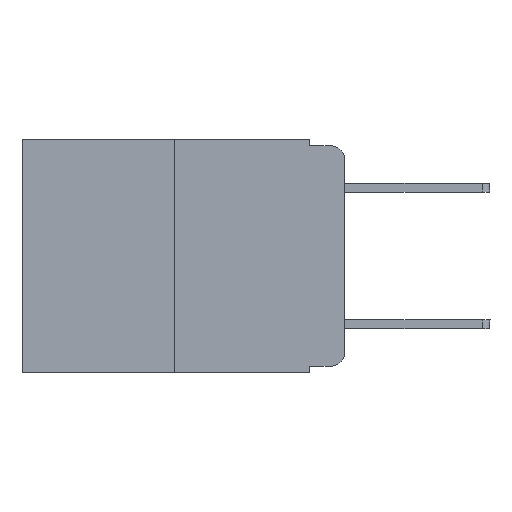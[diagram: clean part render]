
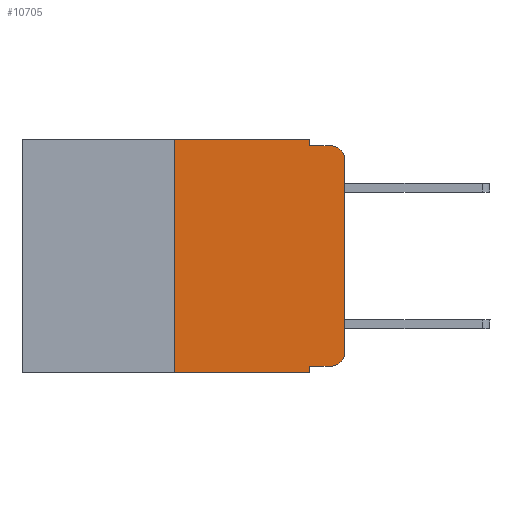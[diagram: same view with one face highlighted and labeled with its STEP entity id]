
A CAD part, left-side view. The second image highlights one B-rep face of the part: STEP entity #10705.
In plain terms, the highlighted planar face has unit normal (-1, 0, 0).
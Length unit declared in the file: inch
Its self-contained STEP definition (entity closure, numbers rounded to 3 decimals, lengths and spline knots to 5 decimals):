
#43 = VERTEX_POINT ( 'NONE', #7348 ) ;
#116 = CARTESIAN_POINT ( 'NONE',  ( 0., 0.051, 0. ) ) ;
#249 = LINE ( 'NONE', #1931, #2590 ) ;
#364 = CARTESIAN_POINT ( 'NONE',  ( 0., 0., -0.313 ) ) ;
#414 = LINE ( 'NONE', #5621, #3739 ) ;
#624 = EDGE_CURVE ( 'NONE', #9306, #1874, #7226, .T. ) ;
#662 = CARTESIAN_POINT ( 'NONE',  ( 0., 0., 0. ) ) ;
#734 = VECTOR ( 'NONE', #1485, 39.37008 ) ;
#740 = ORIENTED_EDGE ( 'NONE', *, *, #10646, .T. ) ;
#745 = ORIENTED_EDGE ( 'NONE', *, *, #9227, .T. ) ;
#906 = AXIS2_PLACEMENT_3D ( 'NONE', #8886, #9423, #2902 ) ;
#1002 = CARTESIAN_POINT ( 'NONE',  ( 0., 0., -0.03 ) ) ;
#1099 = ORIENTED_EDGE ( 'NONE', *, *, #7311, .F. ) ;
#1252 = ORIENTED_EDGE ( 'NONE', *, *, #5174, .F. ) ;
#1287 = DIRECTION ( 'NONE',  ( 0., -1., 0. ) ) ;
#1383 = VECTOR ( 'NONE', #6458, 39.37008 ) ;
#1484 = ORIENTED_EDGE ( 'NONE', *, *, #4966, .T. ) ;
#1485 = DIRECTION ( 'NONE',  ( 0., 0., -1. ) ) ;
#1560 = CARTESIAN_POINT ( 'NONE',  ( 0., 0.473, 0. ) ) ;
#1829 = EDGE_LOOP ( 'NONE', ( #1484, #4981, #5919, #1252, #1099, #6707, #3284, #6713, #745, #740 ) ) ;
#1874 = VERTEX_POINT ( 'NONE', #3695 ) ;
#1931 = CARTESIAN_POINT ( 'NONE',  ( 0., 0.25, 0. ) ) ;
#2019 = AXIS2_PLACEMENT_3D ( 'NONE', #5209, #3759, #7790 ) ;
#2130 = EDGE_CURVE ( 'NONE', #9219, #1874, #5918, .T. ) ;
#2541 = PLANE ( 'NONE',  #2019 ) ;
#2577 = CARTESIAN_POINT ( 'NONE',  ( 0., 0.051, -0.333 ) ) ;
#2590 = VECTOR ( 'NONE', #2672, 39.37008 ) ;
#2609 = LINE ( 'NONE', #662, #9925 ) ;
#2672 = DIRECTION ( 'NONE',  ( 0., 0., 1. ) ) ;
#2850 = VERTEX_POINT ( 'NONE', #9348 ) ;
#2902 = DIRECTION ( 'NONE',  ( 0., 0., -1. ) ) ;
#3081 = DIRECTION ( 'NONE',  ( 0., 0., -1. ) ) ;
#3101 = CARTESIAN_POINT ( 'NONE',  ( 0., 0.051, 0. ) ) ;
#3179 = CARTESIAN_POINT ( 'NONE',  ( 0., 0.051, 0. ) ) ;
#3284 = ORIENTED_EDGE ( 'NONE', *, *, #624, .T. ) ;
#3325 = EDGE_CURVE ( 'NONE', #9306, #43, #249, .T. ) ;
#3695 = CARTESIAN_POINT ( 'NONE',  ( 0., 0.051, -0.343 ) ) ;
#3739 = VECTOR ( 'NONE', #1287, 39.37008 ) ;
#3741 = VERTEX_POINT ( 'NONE', #1002 ) ;
#3759 = DIRECTION ( 'NONE',  ( 1., 0., 0. ) ) ;
#3952 = CARTESIAN_POINT ( 'NONE',  ( 0., 0.051, -0.01 ) ) ;
#4349 = LINE ( 'NONE', #1560, #9429 ) ;
#4573 = CARTESIAN_POINT ( 'NONE',  ( 0., 0.02, -0.333 ) ) ;
#4966 = EDGE_CURVE ( 'NONE', #7981, #3741, #2609, .T. ) ;
#4981 = ORIENTED_EDGE ( 'NONE', *, *, #10287, .T. ) ;
#5024 = VERTEX_POINT ( 'NONE', #116 ) ;
#5068 = DIRECTION ( 'NONE',  ( 0., 0., 1. ) ) ;
#5157 = FACE_OUTER_BOUND ( 'NONE', #1829, .T. ) ;
#5174 = EDGE_CURVE ( 'NONE', #5024, #5299, #7454, .T. ) ;
#5209 = CARTESIAN_POINT ( 'NONE',  ( 0., 0.473, 0. ) ) ;
#5264 = EDGE_CURVE ( 'NONE', #5299, #2850, #414, .T. ) ;
#5299 = VERTEX_POINT ( 'NONE', #3952 ) ;
#5606 = VECTOR ( 'NONE', #9696, 39.37008 ) ;
#5621 = CARTESIAN_POINT ( 'NONE',  ( 0., 0.051, -0.01 ) ) ;
#5643 = AXIS2_PLACEMENT_3D ( 'NONE', #5781, #8361, #3081 ) ;
#5781 = CARTESIAN_POINT ( 'NONE',  ( 0., 0.02, -0.03 ) ) ;
#5830 = CIRCLE ( 'NONE', #906, 0.02 ) ;
#5918 = LINE ( 'NONE', #3179, #734 ) ;
#5919 = ORIENTED_EDGE ( 'NONE', *, *, #5264, .F. ) ;
#6458 = DIRECTION ( 'NONE',  ( 0., 0., -1. ) ) ;
#6707 = ORIENTED_EDGE ( 'NONE', *, *, #3325, .F. ) ;
#6713 = ORIENTED_EDGE ( 'NONE', *, *, #2130, .F. ) ;
#6861 = VECTOR ( 'NONE', #9515, 39.37008 ) ;
#6872 = CARTESIAN_POINT ( 'NONE',  ( 0., 0.051, -0.333 ) ) ;
#7226 = LINE ( 'NONE', #8903, #5606 ) ;
#7311 = EDGE_CURVE ( 'NONE', #43, #5024, #4349, .T. ) ;
#7348 = CARTESIAN_POINT ( 'NONE',  ( 0., 0.25, 0. ) ) ;
#7454 = LINE ( 'NONE', #3101, #1383 ) ;
#7765 = LINE ( 'NONE', #6872, #6861 ) ;
#7790 = DIRECTION ( 'NONE',  ( 0., 0., -1. ) ) ;
#7981 = VERTEX_POINT ( 'NONE', #364 ) ;
#8004 = CARTESIAN_POINT ( 'NONE',  ( 0., 0.25, -0.343 ) ) ;
#8361 = DIRECTION ( 'NONE',  ( -1., 0., 0. ) ) ;
#8601 = DIRECTION ( 'NONE',  ( 0., -1., 0. ) ) ;
#8844 = VERTEX_POINT ( 'NONE', #4573 ) ;
#8886 = CARTESIAN_POINT ( 'NONE',  ( 0., 0.02, -0.313 ) ) ;
#8903 = CARTESIAN_POINT ( 'NONE',  ( 0., 0.473, -0.343 ) ) ;
#9219 = VERTEX_POINT ( 'NONE', #2577 ) ;
#9227 = EDGE_CURVE ( 'NONE', #9219, #8844, #7765, .T. ) ;
#9306 = VERTEX_POINT ( 'NONE', #8004 ) ;
#9348 = CARTESIAN_POINT ( 'NONE',  ( 0., 0.02, -0.01 ) ) ;
#9423 = DIRECTION ( 'NONE',  ( -1., 0., 0. ) ) ;
#9429 = VECTOR ( 'NONE', #8601, 39.37008 ) ;
#9515 = DIRECTION ( 'NONE',  ( 0., -1., 0. ) ) ;
#9696 = DIRECTION ( 'NONE',  ( 0., -1., 0. ) ) ;
#9925 = VECTOR ( 'NONE', #5068, 39.37008 ) ;
#10004 = CIRCLE ( 'NONE', #5643, 0.02 ) ;
#10287 = EDGE_CURVE ( 'NONE', #3741, #2850, #10004, .T. ) ;
#10646 = EDGE_CURVE ( 'NONE', #8844, #7981, #5830, .T. ) ;
#10705 = ADVANCED_FACE ( 'NONE', ( #5157 ), #2541, .F. ) ;
